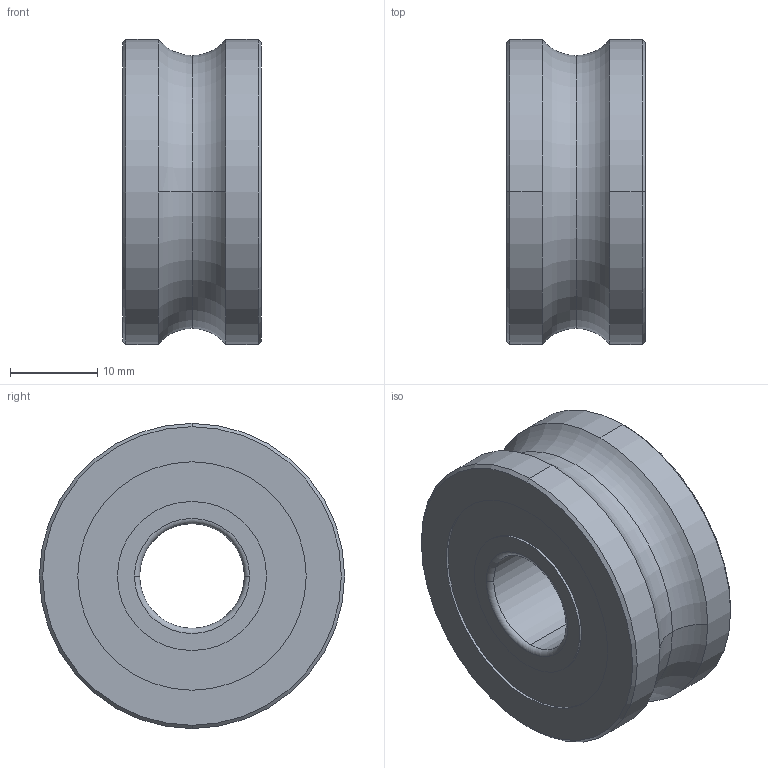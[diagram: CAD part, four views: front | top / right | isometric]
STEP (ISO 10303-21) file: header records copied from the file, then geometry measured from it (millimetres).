
FILE_DESCRIPTION(/* description */ ('Alibre Inc.'),/* implementation_level */ '2;1');
FILE_NAME(/* name */ 'export0',/* time_stamp */ '2017-07-15T16:40:22+02:00',/* author */ (''),/* organization */ (''),/* preprocessor_version */ 'ST-DEVELOPER v14',/* originating_system */ 'Alibre',/* authorisation */ '');
FILE_SCHEMA (('AUTOMOTIVE_DESIGN'));
Length unit declared in the file: millimetre
Products named in the file (19): inafag_lfr5201-10-2z_c2cdhd47lqdydbjy3wa53ulfa_1; inafag_lfr5201-10-2z_c2cdhd47lqdydbjy3wa53ulfa_2; inafag_lfr5201-10-2z_c2cdhd47lqdydbjy3wa53ulfa_3; inafag_lfr5201-10-2z_c2cdhd47lqdydbjy3wa53ulfa_4; inafag_lfr5201-10-2z_c2cdhd47lqdydbjy3wa53ulfa_5; inafag_lfr5201-10-2z_c2cdhd47lqdydbjy3wa53ulfa_6
Bounding box: 15.9 x 35 x 35 mm (x, y, z)
Volume: 9432.1 mm3; surface area: 10175.3 mm2
Topology: 14 solids, 14 shells, 142 faces, 354 edges, 216 vertices
Faces by surface type: cylinder 70, plane 28, torus 24, sphere 16, cone 4
Entity records: 6243 total; most frequent: CARTESIAN_POINT 2178, DIRECTION 822, ORIENTED_EDGE 636, AXIS2_PLACEMENT_3D 396, EDGE_CURVE 318, VERTEX_POINT 212, CIRCLE 204, EDGE_LOOP 162
